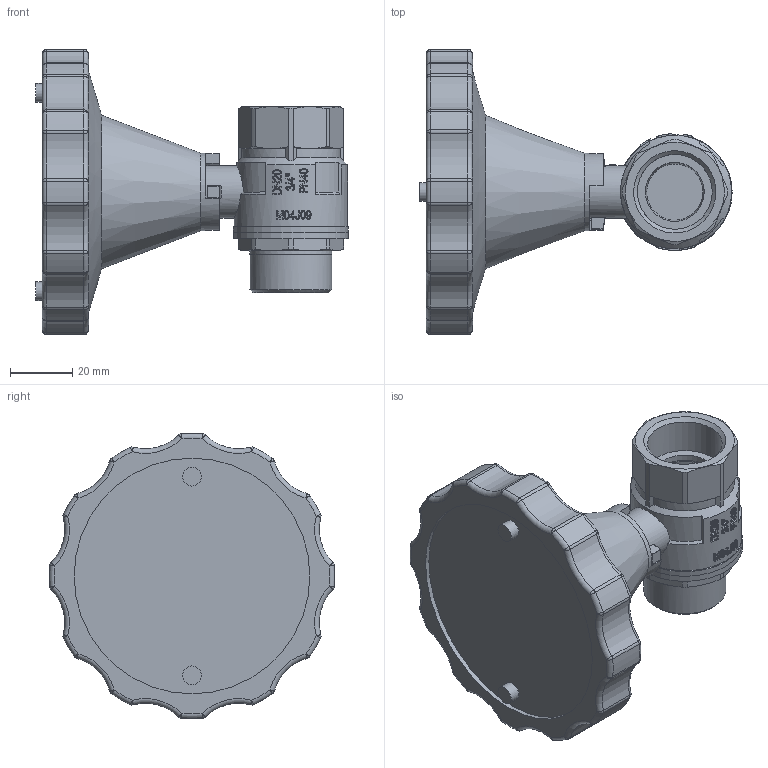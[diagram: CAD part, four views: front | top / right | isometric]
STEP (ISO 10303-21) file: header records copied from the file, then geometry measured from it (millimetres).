
FILE_DESCRIPTION(/* description */ ('Unknown'),/* implementation_level */ '2;1');
FILE_NAME(/* name */ '691-05',/* time_stamp */ '2022-06-13T12:08:34+02:00',/* author */ ('Unknown'),/* organization */ ('Unknown'),/* preprocessor_version */ 'ST-DEVELOPER v16.7',/* originating_system */ 'Solid Edge',/* authorisation */ 'Unknown');
FILE_SCHEMA (('AUTOMOTIVE_DESIGN {1 0 10303 214 3 1 1}'));
Products named in the file (12): 691-3_4; 610-3_4_oa_0; 600-3_4-Kvrper; 610-3_4_Einschraubteil; 600-3_4-Spindel-co_oa_1; 600-3_4-Spindel; 600-3_4-Stopfbuchse; 98000690-05; WDB-03; WDB-01; VT0899433503-02; WDB-02
Assembly tree (11 placements, depth 3):
  691-3_4
    610-3_4_oa_0
      600-3_4-Kvrper
      610-3_4_Einschraubteil
    600-3_4-Spindel-co_oa_1
      600-3_4-Spindel
      600-3_4-Stopfbuchse
    98000690-05
      WDB-03
      WDB-01
      VT0899433503-02
      WDB-02
Bounding box: 100.7 x 91.97 x 91.97 mm (x, y, z)
Volume: 131416.5 mm3; surface area: 69025.1 mm2
Topology: 8 solids, 16 shells, 1528 faces, 4086 edges, 2664 vertices
Faces by surface type: plane 1120, cylinder 213, cone 81, torus 56, sphere 50, bspline 8
Full cylindrical faces by diameter (mm): 6 x2, 6.6 x1, 6.75 x5, 8.9 x2, 9.1 x1, 9.3 x1, 10.5 x1, 12 x1, 12.5 x1, 14 x2, 17 x2, 18.12 x1, 19 x2, 22.5 x1, 23 x1, 24.117 x1, 25 x1, 26 x2, 26.441 x1, 26.45 x1, 30.5 x1, 32 x1, 32.5 x1, 36.6 x1, 37 x2, 76 x1, 80 x3
Entity records: 60462 total; most frequent: CARTESIAN_POINT 12658, DIRECTION 9113, ORIENTED_EDGE 7996, EDGE_CURVE 3998, AXIS2_PLACEMENT_3D 3781, VERTEX_POINT 2641, EDGE_LOOP 1669, FACE_BOUND 1669
